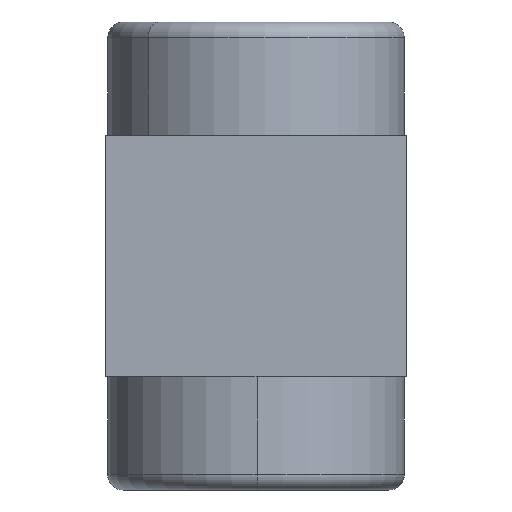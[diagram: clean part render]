
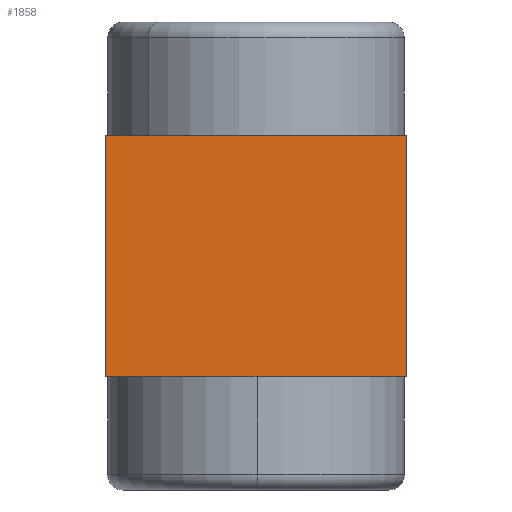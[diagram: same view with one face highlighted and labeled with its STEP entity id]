
A CAD part, left-side view. The second image highlights one B-rep face of the part: STEP entity #1858.
In plain terms, the highlighted planar face has unit normal (-1, 0, 0).
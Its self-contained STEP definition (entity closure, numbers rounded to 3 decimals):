
#83 = AXIS2_PLACEMENT_3D ( 'NONE', #3714, #4957, #1213 ) ;
#115 = DIRECTION ( 'NONE',  ( 0., 1., 0. ) ) ;
#276 = VECTOR ( 'NONE', #3418, 1000. ) ;
#286 = ORIENTED_EDGE ( 'NONE', *, *, #754, .F. ) ;
#455 = EDGE_CURVE ( 'NONE', #3608, #4683, #1634, .T. ) ;
#625 = CARTESIAN_POINT ( 'NONE',  ( -38.5, -38.5, 30.9 ) ) ;
#712 = ORIENTED_EDGE ( 'NONE', *, *, #5159, .F. ) ;
#722 = DIRECTION ( 'NONE',  ( 0., 0., 1. ) ) ;
#754 = EDGE_CURVE ( 'NONE', #4717, #4683, #2936, .T. ) ;
#1153 = EDGE_CURVE ( 'NONE', #2837, #3608, #5177, .T. ) ;
#1213 = DIRECTION ( 'NONE',  ( 0., 0., -1. ) ) ;
#1634 = LINE ( 'NONE', #4235, #3968 ) ;
#1805 = VECTOR ( 'NONE', #4007, 1000. ) ;
#1858 = ADVANCED_FACE ( 'NONE', ( #2988 ), #2881, .F. ) ;
#2326 = CARTESIAN_POINT ( 'NONE',  ( -38.5, -38.5, -34.5 ) ) ;
#2358 = CARTESIAN_POINT ( 'NONE',  ( -38.5, 38.5, 30.9 ) ) ;
#2837 = VERTEX_POINT ( 'NONE', #5326 ) ;
#2881 = PLANE ( 'NONE',  #83 ) ;
#2936 = LINE ( 'NONE', #4045, #1805 ) ;
#2988 = FACE_OUTER_BOUND ( 'NONE', #4043, .T. ) ;
#3418 = DIRECTION ( 'NONE',  ( 0., 1., 0. ) ) ;
#3608 = VERTEX_POINT ( 'NONE', #625 ) ;
#3612 = ORIENTED_EDGE ( 'NONE', *, *, #1153, .T. ) ;
#3714 = CARTESIAN_POINT ( 'NONE',  ( -38.5, 38.5, -34.5 ) ) ;
#3752 = ORIENTED_EDGE ( 'NONE', *, *, #455, .T. ) ;
#3968 = VECTOR ( 'NONE', #115, 1000. ) ;
#4007 = DIRECTION ( 'NONE',  ( 0., 0., 1. ) ) ;
#4043 = EDGE_LOOP ( 'NONE', ( #3612, #3752, #286, #712 ) ) ;
#4045 = CARTESIAN_POINT ( 'NONE',  ( -38.5, 38.5, -34.5 ) ) ;
#4235 = CARTESIAN_POINT ( 'NONE',  ( -38.5, 38.5, 30.9 ) ) ;
#4683 = VERTEX_POINT ( 'NONE', #2358 ) ;
#4717 = VERTEX_POINT ( 'NONE', #5254 ) ;
#4737 = CARTESIAN_POINT ( 'NONE',  ( -38.5, 38.5, -30.9 ) ) ;
#4957 = DIRECTION ( 'NONE',  ( 1., 0., 0. ) ) ;
#5071 = LINE ( 'NONE', #4737, #276 ) ;
#5159 = EDGE_CURVE ( 'NONE', #2837, #4717, #5071, .T. ) ;
#5177 = LINE ( 'NONE', #2326, #5307 ) ;
#5254 = CARTESIAN_POINT ( 'NONE',  ( -38.5, 38.5, -30.9 ) ) ;
#5307 = VECTOR ( 'NONE', #722, 1000. ) ;
#5326 = CARTESIAN_POINT ( 'NONE',  ( -38.5, -38.5, -30.9 ) ) ;
